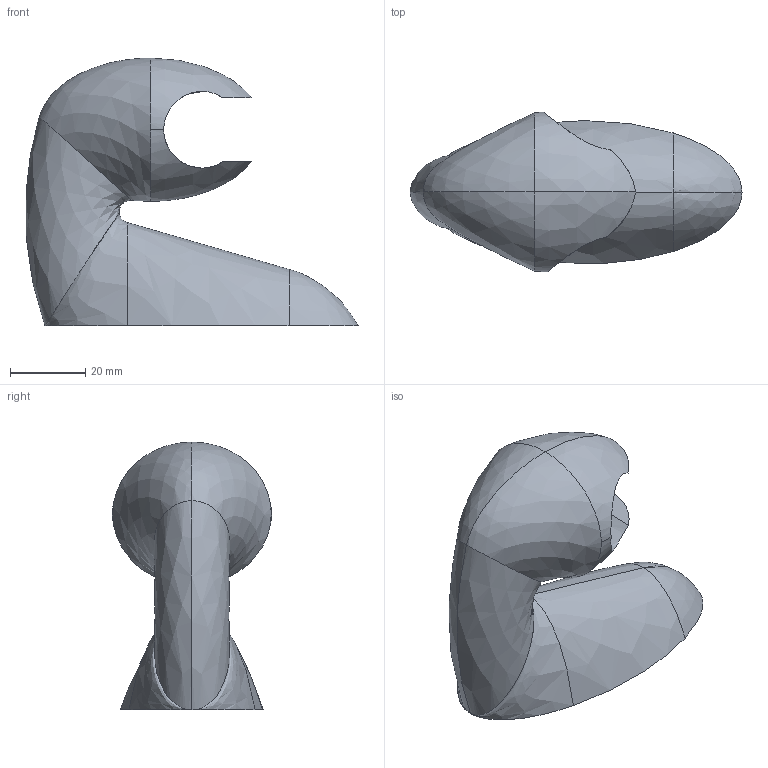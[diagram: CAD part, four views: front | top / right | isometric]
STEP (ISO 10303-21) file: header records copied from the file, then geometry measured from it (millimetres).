
FILE_DESCRIPTION((''),'2;1');
FILE_NAME('ZSUP009CR','2021-11-15T16:26:35',('ut3'),('PAFFONI SpA'),'CREO PARAMETRIC BY PTC INC, 2020044','CREO PARAMETRIC BY PTC INC, 2020044','');
FILE_SCHEMA(('CONFIG_CONTROL_DESIGN','SHAPE_APPEARANCE_LAYERS_GROUPS'));
Length unit declared in the file: millimetre
Products named in the file (1): ZSUP009CR
Bounding box: 88.01 x 42.36 x 71 mm (x, y, z)
Volume: 75641.6 mm3; surface area: 14779.1 mm2
Topology: 1 solids, 1 shells, 18 faces, 47 edges, 29 vertices
Faces by surface type: bspline 14, plane 3, cone 1
Entity records: 1874 total; most frequent: CARTESIAN_POINT 1378, ORIENTED_EDGE 90, EDGE_CURVE 45, B_SPLINE_CURVE_WITH_KNOTS 44, VERTEX_POINT 29, COLOUR_RGB 24, EDGE_LOOP 18, FACE_OUTER_BOUND 18
